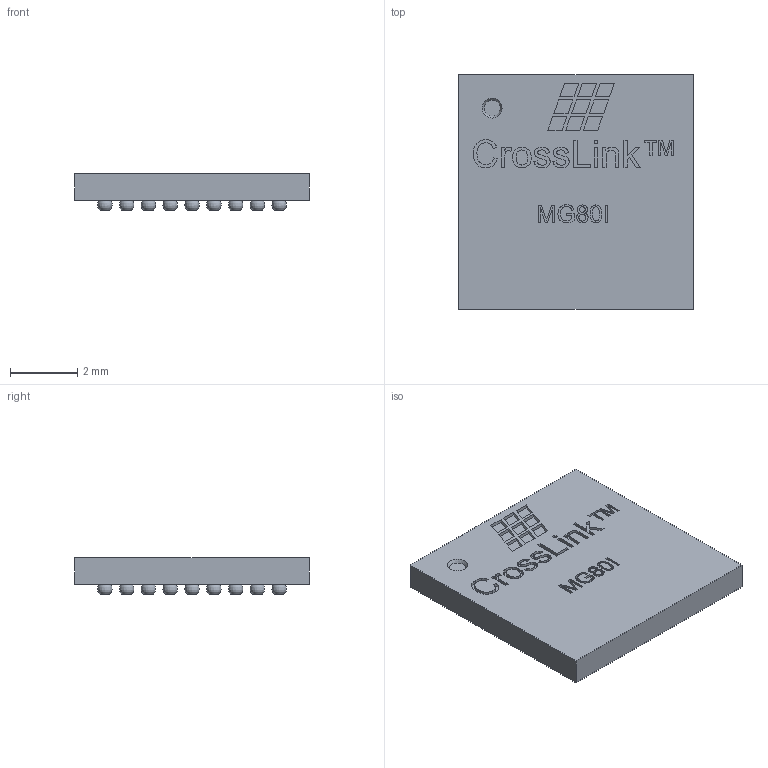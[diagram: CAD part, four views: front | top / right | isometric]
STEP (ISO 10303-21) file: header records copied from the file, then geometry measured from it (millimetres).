
FILE_DESCRIPTION(/* description */ (''),/* implementation_level */ '2;1');
FILE_NAME(/* name */ 'CrossLink_BGA80_7x7mm.step.step',/* time_stamp */ '2020-02-11T16:46:48+01:00',/* author */ (''),/* organization */ (''),/* preprocessor_version */ 'ST-DEVELOPER v18',/* originating_system */ 'Autodesk Translation Framework v8.12.0.6',/* authorisation */ '');
FILE_SCHEMA (('AUTOMOTIVE_DESIGN { 1 0 10303 214 3 1 1 }'));
Length unit declared in the file: millimetre
Products named in the file (1): (Unsaved)
Bounding box: 7 x 7 x 1.1 mm (x, y, z)
Volume: 41.9 mm3; surface area: 157.6 mm2
Topology: 1 solids, 1 shells, 520 faces, 1382 edges, 976 vertices
Faces by surface type: bspline 275, plane 244, cone 1
Entity records: 20391 total; most frequent: CARTESIAN_POINT 8283, ORIENTED_EDGE 2764, DIRECTION 1895, EDGE_CURVE 1382, VERTEX_POINT 976, AXIS2_PLACEMENT_3D 655, EDGE_LOOP 632, LINE 585
